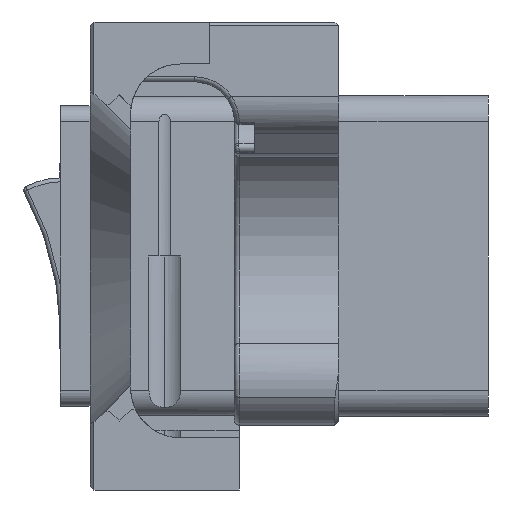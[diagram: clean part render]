
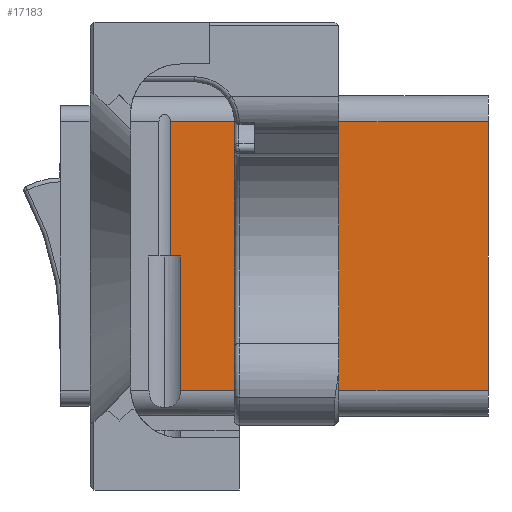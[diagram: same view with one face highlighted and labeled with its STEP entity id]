
A CAD part, left-side view. The second image highlights one B-rep face of the part: STEP entity #17183.
In plain terms, the highlighted planar face has unit normal (-1, 0, 0).
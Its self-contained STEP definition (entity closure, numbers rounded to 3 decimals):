
#1631 = VERTEX_POINT ( 'NONE', #38747 ) ;
#1777 = VERTEX_POINT ( 'NONE', #24268 ) ;
#2303 = VERTEX_POINT ( 'NONE', #12215 ) ;
#2707 = EDGE_CURVE ( 'NONE', #1777, #35919, #33880, .T. ) ;
#3187 = ORIENTED_EDGE ( 'NONE', *, *, #3802, .F. ) ;
#3742 = LINE ( 'NONE', #16349, #11758 ) ;
#3802 = EDGE_CURVE ( 'NONE', #5512, #1631, #37484, .T. ) ;
#3829 = CARTESIAN_POINT ( 'NONE',  ( -26.4, -9.082, -13.494 ) ) ;
#4601 = ORIENTED_EDGE ( 'NONE', *, *, #4858, .T. ) ;
#4858 = EDGE_CURVE ( 'NONE', #2303, #1777, #21058, .T. ) ;
#5512 = VERTEX_POINT ( 'NONE', #3829 ) ;
#6731 = CARTESIAN_POINT ( 'NONE',  ( -26.4, -9.082, -23.5 ) ) ;
#7242 = DIRECTION ( 'NONE',  ( 0., 1., 0. ) ) ;
#7727 = VECTOR ( 'NONE', #30964, 1000. ) ;
#7849 = DIRECTION ( 'NONE',  ( -1., 0., 0. ) ) ;
#9740 = ORIENTED_EDGE ( 'NONE', *, *, #24519, .F. ) ;
#10029 = DIRECTION ( 'NONE',  ( 0., 0., 1. ) ) ;
#10135 = LINE ( 'NONE', #10947, #32024 ) ;
#10947 = CARTESIAN_POINT ( 'NONE',  ( -26.4, -40., 0. ) ) ;
#11758 = VECTOR ( 'NONE', #29390, 1000. ) ;
#12215 = CARTESIAN_POINT ( 'NONE',  ( -26.4, -40., -13.494 ) ) ;
#13949 = EDGE_CURVE ( 'NONE', #35919, #35673, #38594, .T. ) ;
#14776 = EDGE_CURVE ( 'NONE', #2303, #5512, #3742, .T. ) ;
#16349 = CARTESIAN_POINT ( 'NONE',  ( -26.4, -40., -13.494 ) ) ;
#17143 = DIRECTION ( 'NONE',  ( 0., 0., 1. ) ) ;
#17183 = ADVANCED_FACE ( 'NONE', ( #26859 ), #36358, .T. ) ;
#17711 = VECTOR ( 'NONE', #17143, 1000. ) ;
#20024 = DIRECTION ( 'NONE',  ( 0., 0., -1. ) ) ;
#20739 = ORIENTED_EDGE ( 'NONE', *, *, #13949, .T. ) ;
#21058 = LINE ( 'NONE', #30540, #17711 ) ;
#23750 = DIRECTION ( 'NONE',  ( 0., 0., 1. ) ) ;
#24268 = CARTESIAN_POINT ( 'NONE',  ( -26.4, -40., 13.494 ) ) ;
#24519 = EDGE_CURVE ( 'NONE', #1631, #35673, #10135, .T. ) ;
#25586 = VECTOR ( 'NONE', #20024, 1000. ) ;
#26282 = ORIENTED_EDGE ( 'NONE', *, *, #14776, .F. ) ;
#26859 = FACE_OUTER_BOUND ( 'NONE', #30312, .T. ) ;
#28556 = ORIENTED_EDGE ( 'NONE', *, *, #2707, .T. ) ;
#29390 = DIRECTION ( 'NONE',  ( 0., 1., 0. ) ) ;
#30312 = EDGE_LOOP ( 'NONE', ( #3187, #26282, #4601, #28556, #20739, #9740 ) ) ;
#30387 = AXIS2_PLACEMENT_3D ( 'NONE', #39436, #7849, #23750 ) ;
#30540 = CARTESIAN_POINT ( 'NONE',  ( -26.4, -40., -13.494 ) ) ;
#30964 = DIRECTION ( 'NONE',  ( 0., 1., 0. ) ) ;
#31388 = CARTESIAN_POINT ( 'NONE',  ( -26.4, -40., 13.494 ) ) ;
#31800 = CARTESIAN_POINT ( 'NONE',  ( -26.4, -8.074, 23.5 ) ) ;
#32024 = VECTOR ( 'NONE', #7242, 1000. ) ;
#32113 = VECTOR ( 'NONE', #10029, 1000. ) ;
#33880 = LINE ( 'NONE', #31388, #7727 ) ;
#34885 = CARTESIAN_POINT ( 'NONE',  ( -26.4, -8.074, 13.494 ) ) ;
#35558 = CARTESIAN_POINT ( 'NONE',  ( -26.4, -8.074, 0. ) ) ;
#35673 = VERTEX_POINT ( 'NONE', #35558 ) ;
#35919 = VERTEX_POINT ( 'NONE', #34885 ) ;
#36358 = PLANE ( 'NONE',  #30387 ) ;
#37484 = LINE ( 'NONE', #6731, #32113 ) ;
#38594 = LINE ( 'NONE', #31800, #25586 ) ;
#38747 = CARTESIAN_POINT ( 'NONE',  ( -26.4, -9.082, 0. ) ) ;
#39436 = CARTESIAN_POINT ( 'NONE',  ( -26.4, -40., -13.494 ) ) ;
